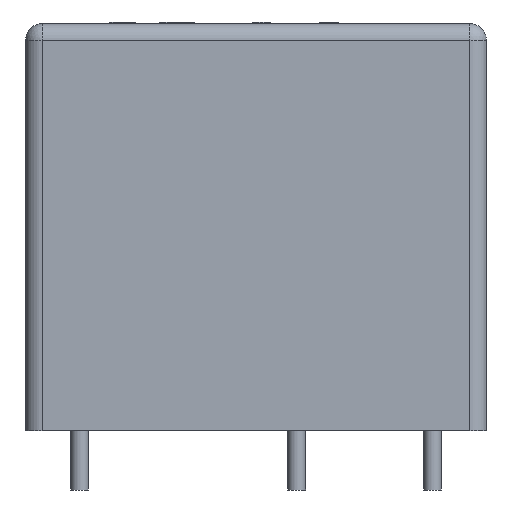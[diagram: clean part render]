
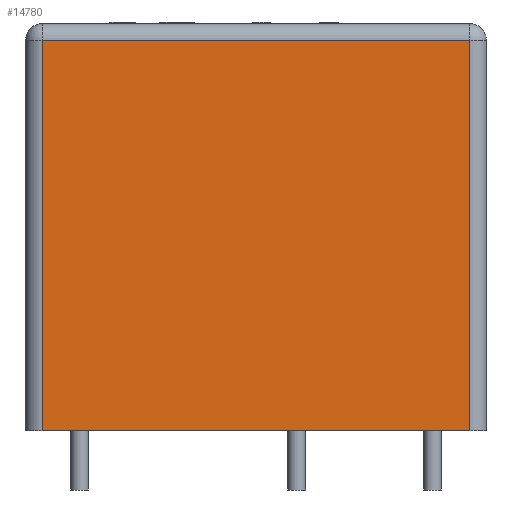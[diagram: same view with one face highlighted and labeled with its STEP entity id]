
A CAD part, left-side view. The second image highlights one B-rep face of the part: STEP entity #14780.
In plain terms, the highlighted planar face has unit normal (-1, 0, 0).
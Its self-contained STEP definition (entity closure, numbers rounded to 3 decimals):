
#1271=PLANE('',#15753);
#1762=FACE_OUTER_BOUND('',#2639,.T.);
#2639=EDGE_LOOP('',(#10250,#10251,#10252,#10253));
#3537=LINE('',#18764,#4986);
#3548=LINE('',#18802,#4997);
#3549=LINE('',#18804,#4998);
#3550=LINE('',#18805,#4999);
#4986=VECTOR('',#16289,10.);
#4997=VECTOR('',#16336,10.);
#4998=VECTOR('',#16337,10.);
#4999=VECTOR('',#16338,10.);
#6466=VERTEX_POINT('',#18761);
#6467=VERTEX_POINT('',#18763);
#6476=VERTEX_POINT('',#18801);
#6477=VERTEX_POINT('',#18803);
#7963=EDGE_CURVE('',#6466,#6467,#3537,.T.);
#7982=EDGE_CURVE('',#6476,#6466,#3548,.T.);
#7983=EDGE_CURVE('',#6477,#6476,#3549,.T.);
#7984=EDGE_CURVE('',#6477,#6467,#3550,.T.);
#10250=ORIENTED_EDGE('',*,*,#7963,.F.);
#10251=ORIENTED_EDGE('',*,*,#7982,.F.);
#10252=ORIENTED_EDGE('',*,*,#7983,.F.);
#10253=ORIENTED_EDGE('',*,*,#7984,.T.);
#14780=ADVANCED_FACE('',(#1762),#1271,.T.);
#15753=AXIS2_PLACEMENT_3D('',#18800,#16334,#16335);
#16289=DIRECTION('',(0.,-1.,0.));
#16334=DIRECTION('center_axis',(-1.,0.,0.));
#16335=DIRECTION('ref_axis',(0.,-1.,0.));
#16336=DIRECTION('',(0.,0.,1.));
#16337=DIRECTION('',(0.,1.,0.));
#16338=DIRECTION('',(0.,0.,1.));
#18761=CARTESIAN_POINT('',(-26.2,12.6,23.));
#18763=CARTESIAN_POINT('',(-26.2,-12.6,23.));
#18764=CARTESIAN_POINT('',(-26.2,6.3,23.));
#18800=CARTESIAN_POINT('Origin',(-26.2,12.6,0.));
#18801=CARTESIAN_POINT('',(-26.2,12.6,0.));
#18802=CARTESIAN_POINT('',(-26.2,12.6,0.));
#18803=CARTESIAN_POINT('',(-26.2,-12.6,0.));
#18804=CARTESIAN_POINT('',(-26.2,-12.6,0.));
#18805=CARTESIAN_POINT('',(-26.2,-12.6,0.));
